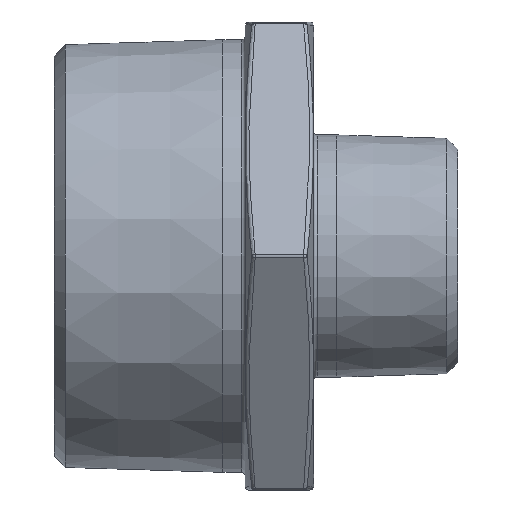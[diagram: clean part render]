
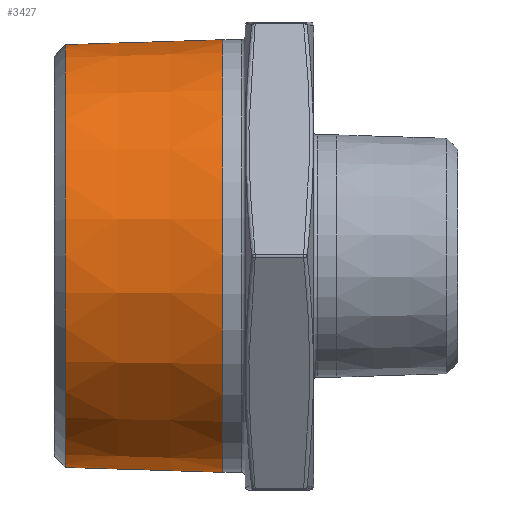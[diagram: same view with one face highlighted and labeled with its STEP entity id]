
A CAD part, front view. The second image highlights one B-rep face of the part: STEP entity #3427.
In plain terms, the highlighted conical face has half-angle 1.79 degrees and reference radius 29.807 mm.
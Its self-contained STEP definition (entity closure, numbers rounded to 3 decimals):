
#51 = CARTESIAN_POINT ( 'NONE',  ( 15.9, 0., 0. ) ) ;
#471 = CARTESIAN_POINT ( 'NONE',  ( 1.478, 0., 0. ) ) ;
#1008 = DIRECTION ( 'NONE',  ( 1., 0., 0. ) ) ;
#1319 = CIRCLE ( 'NONE', #12107, 30.041 ) ;
#2116 = FACE_BOUND ( 'NONE', #6998, .T. ) ;
#2314 = VERTEX_POINT ( 'NONE', #6577 ) ;
#2389 = VERTEX_POINT ( 'NONE', #13401 ) ;
#3233 = CIRCLE ( 'NONE', #8394, 29.356 ) ;
#3427 = ADVANCED_FACE ( 'NONE', ( #2116, #11085 ), #10565, .T. ) ;
#3516 = ORIENTED_EDGE ( 'NONE', *, *, #3966, .T. ) ;
#3604 = CARTESIAN_POINT ( 'NONE',  ( 23.4, 0., 0. ) ) ;
#3966 = EDGE_CURVE ( 'NONE', #2314, #2314, #1319, .T. ) ;
#4781 = DIRECTION ( 'NONE',  ( -1., 0., 0. ) ) ;
#5051 = EDGE_LOOP ( 'NONE', ( #3516 ) ) ;
#6577 = CARTESIAN_POINT ( 'NONE',  ( 23.4, 0., 30.041 ) ) ;
#6998 = EDGE_LOOP ( 'NONE', ( #10976 ) ) ;
#7026 = DIRECTION ( 'NONE',  ( 0., 0., 1. ) ) ;
#7305 = DIRECTION ( 'NONE',  ( 1., 0., 0. ) ) ;
#8302 = DIRECTION ( 'NONE',  ( 0., 0., 1. ) ) ;
#8394 = AXIS2_PLACEMENT_3D ( 'NONE', #471, #7305, #7026 ) ;
#8736 = DIRECTION ( 'NONE',  ( 0., 0., -1. ) ) ;
#10565 = CONICAL_SURFACE ( 'NONE', #14271, 29.807, 0.031 ) ;
#10976 = ORIENTED_EDGE ( 'NONE', *, *, #13574, .T. ) ;
#11085 = FACE_OUTER_BOUND ( 'NONE', #5051, .T. ) ;
#12107 = AXIS2_PLACEMENT_3D ( 'NONE', #3604, #4781, #8302 ) ;
#13401 = CARTESIAN_POINT ( 'NONE',  ( 1.478, 0., 29.356 ) ) ;
#13574 = EDGE_CURVE ( 'NONE', #2389, #2389, #3233, .T. ) ;
#14271 = AXIS2_PLACEMENT_3D ( 'NONE', #51, #1008, #8736 ) ;
